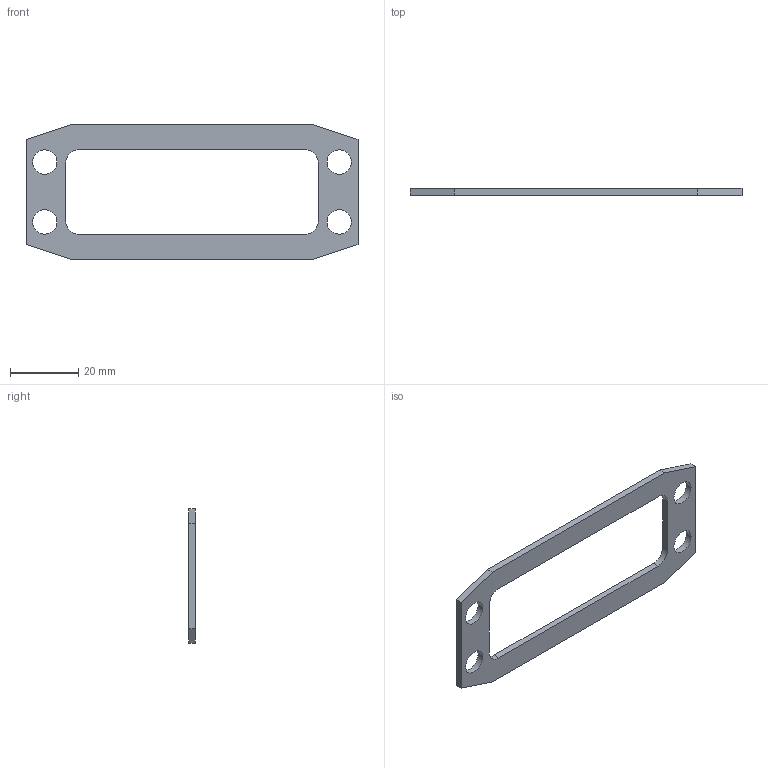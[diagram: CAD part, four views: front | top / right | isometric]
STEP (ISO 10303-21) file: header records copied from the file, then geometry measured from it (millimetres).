
FILE_DESCRIPTION(('SolidDesigner STEP Export'),'2;1');
FILE_NAME('1414670_HC_D25_SG_RBK-select.stp','2015-02-25T14:29:06',(''),(''),'Creo Elements/Direct Modeling STEP processor for AP214 (Solid Model)','Creo Elements/Direct Modeling 18.1B 29-Sep-2012 (C) Parametric Technology GmbH','');
FILE_SCHEMA(('AUTOMOTIVE_DESIGN { 1 0 10303 214 1 1 1 1 }'));
Length unit declared in the file: millimetre
Products named in the file (2): 1414670_HC_D25_SG_RBK-select
Assembly tree (1 placements, depth 2):
  1414670_HC_D25_SG_RBK-select
    1414670_HC_D25_SG_RBK-select
Bounding box: 97 x 2 x 39.2 mm (x, y, z)
Volume: 3436.8 mm3; surface area: 4512.3 mm2
Topology: 1 solids, 1 shells, 26 faces, 80 edges, 56 vertices
Faces by surface type: plane 14, cylinder 12
Entity records: 1113 total; most frequent: ORIENTED_EDGE 160, CARTESIAN_POINT 148, DIRECTION 136, EDGE_CURVE 80, VERTEX_POINT 56, VECTOR 48, LINE 48, AXIS2_PLACEMENT_3D 44
